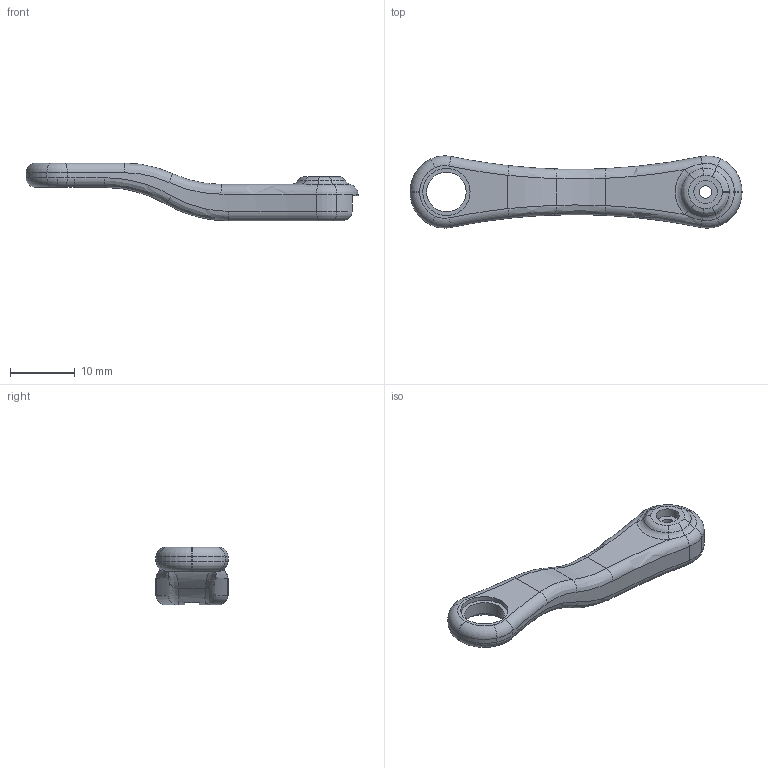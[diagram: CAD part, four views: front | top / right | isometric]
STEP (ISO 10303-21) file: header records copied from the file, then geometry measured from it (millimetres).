
FILE_DESCRIPTION(/* description */ (''),/* implementation_level */ '2;1');
FILE_NAME(/* name */ '',/* time_stamp */ '2024-06-09T02:09:39-04:00',/* author */ (''),/* organization */ (''),/* preprocessor_version */ 'ST-DEVELOPER v20',/* originating_system */ 'Autodesk Translation Framework v13.14.0.145',/* authorisation */ '');
FILE_SCHEMA (('AUTOMOTIVE_DESIGN { 1 0 10303 214 3 1 1 }'));
Length unit declared in the file: millimetre
Products named in the file (1): 上肢_左右侧_斜向前通用
Bounding box: 51.25 x 11.14 x 8.95 mm (x, y, z)
Volume: 1515.4 mm3; surface area: 1564.7 mm2
Topology: 1 solids, 1 shells, 108 faces, 258 edges, 154 vertices
Faces by surface type: torus 31, cylinder 28, bspline 25, plane 24
Full cylindrical faces by diameter (mm): 1.9 x1, 3.6 x1, 6.1 x1, 7.3 x1, 8.2 x1
Entity records: 3680 total; most frequent: CARTESIAN_POINT 1184, DIRECTION 531, ORIENTED_EDGE 516, EDGE_CURVE 258, AXIS2_PLACEMENT_3D 232, VERTEX_POINT 154, CIRCLE 144, EDGE_LOOP 114
